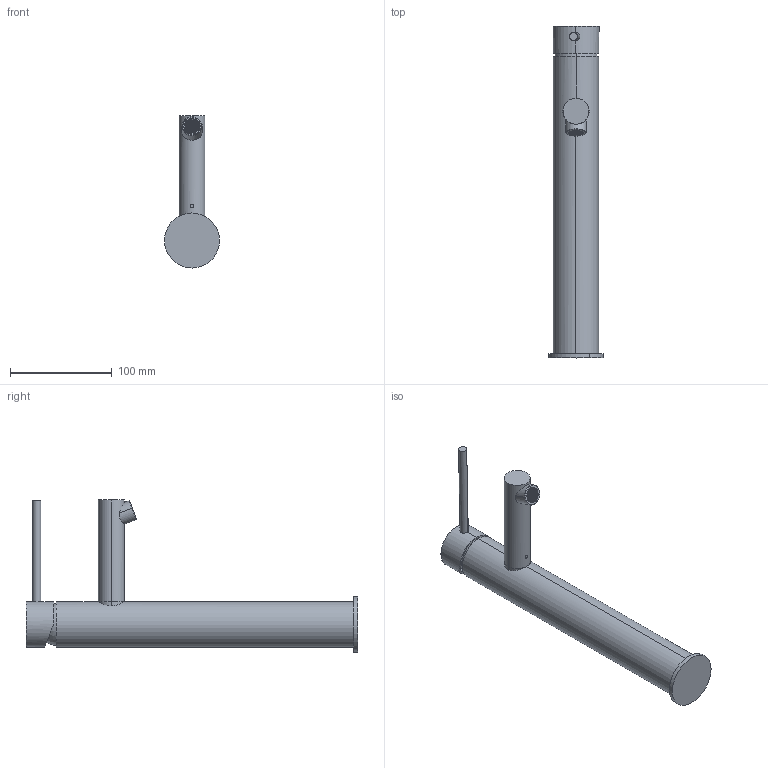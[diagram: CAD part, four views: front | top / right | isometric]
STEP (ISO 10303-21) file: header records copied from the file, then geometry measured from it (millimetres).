
FILE_DESCRIPTION (( 'STEP AP214' ), '1' );
FILE_NAME ('SUSSEX_SCALA_SEBMP10_extended_basin_mixer_with_100mm_extended_pin_shell.STEP', '2021-08-02T00:23:34', ( '' ), ( '' ), 'SwSTEP 2.0', 'SolidWorks 2020', '' );
FILE_SCHEMA (( 'AUTOMOTIVE_DESIGN' ));
Length unit declared in the file: millimetre
Products named in the file (1): SUSSEX_SCALA_SEBMP10_extended_basin_mixer_with_100mm_extended_pin_shell
Bounding box: 54 x 325.8 x 149.22 mm (x, y, z)
Volume: 121723.4 mm3; surface area: 119516.9 mm2
Topology: 8 solids, 8 shells, 1997 faces, 6080 edges, 4047 vertices
Faces by surface type: plane 1814, cylinder 86, bspline 66, cone 25, torus 6
Entity records: 70878 total; most frequent: CARTESIAN_POINT 15546, ORIENTED_EDGE 12156, DIRECTION 9954, EDGE_CURVE 6078, VECTOR 5528, LINE 5528, VERTEX_POINT 4047, EDGE_LOOP 2581
